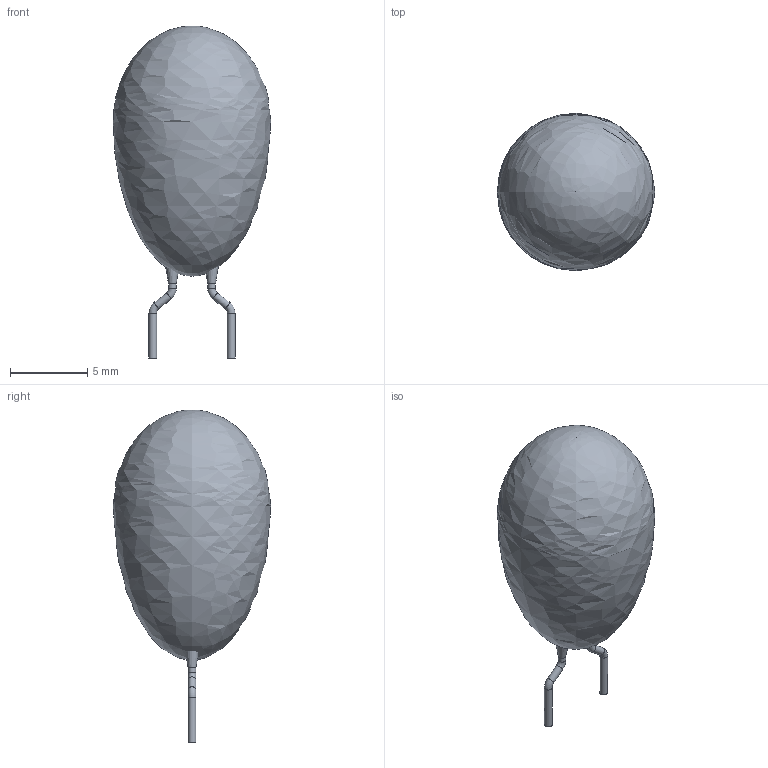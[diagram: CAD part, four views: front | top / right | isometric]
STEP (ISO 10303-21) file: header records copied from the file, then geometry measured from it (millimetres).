
FILE_DESCRIPTION(/* description */ (''),/* implementation_level */ '2;1');
FILE_NAME(/* name */ 'CAPPRB508-1020X1860.stp',/* time_stamp */ '2016-04-12T15:38:04+02:00',/* author */ ('riccim'),/* organization */ (''),/* preprocessor_version */ 'ST-DEVELOPER v15.5',/* originating_system */ 'AutoCAD Mechanical',/* authorisation */ '');
FILE_SCHEMA (('AUTOMOTIVE_DESIGN { 1 0 10303 214 3 1 1 }'));
Length unit declared in the file: millimetre
Products named in the file (1): Product
Bounding box: 10.2 x 10.2 x 21.51 mm (x, y, z)
Volume: 888 mm3; surface area: 489.8 mm2
Topology: 5 solids, 5 shells, 21 faces, 31 edges, 18 vertices
Faces by surface type: plane 8, cylinder 6, torus 4, cone 2, bspline 1
Full cylindrical faces by diameter (mm): 0.5 x6
Entity records: 463 total; most frequent: CARTESIAN_POINT 105, DIRECTION 74, AXIS2_PLACEMENT_3D 37, ORIENTED_EDGE 34, EDGE_LOOP 33, FACE_OUTER_BOUND 21, ADVANCED_FACE 21, VERTEX_POINT 18
